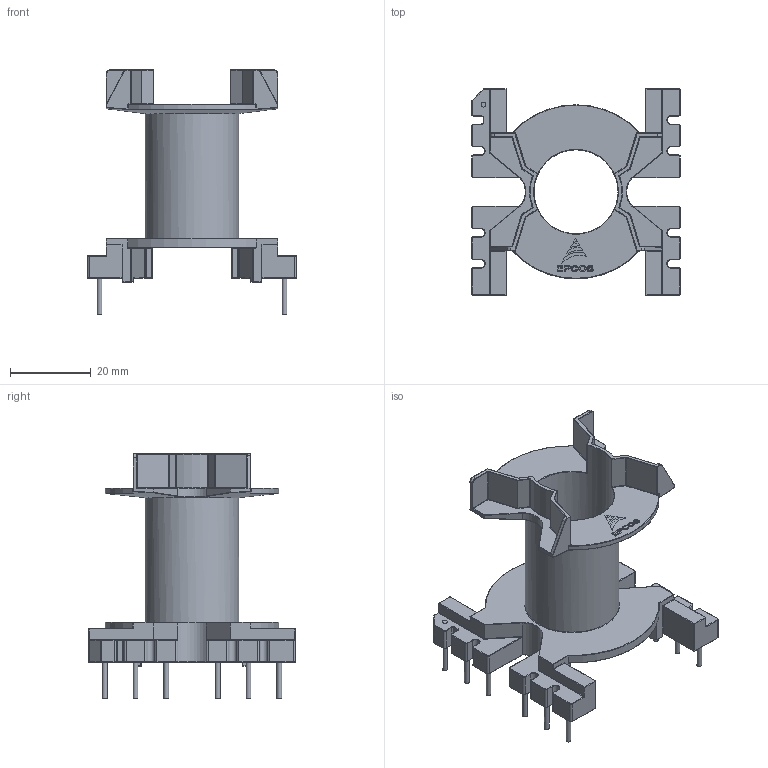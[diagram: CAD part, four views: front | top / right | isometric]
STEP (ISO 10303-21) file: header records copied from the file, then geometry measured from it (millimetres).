
FILE_DESCRIPTION(/* description */ (''),/* implementation_level */ '2;1');
FILE_NAME(/* name */ 'TDK B65982E0012D001.stp',/* time_stamp */ '2020-11-25T13:01:21-04:00',/* author */ ('rabri'),/* organization */ (''),/* preprocessor_version */ 'ST-DEVELOPER v18',/* originating_system */ 'Autodesk Inventor 2020',/* authorisation */ '');
FILE_SCHEMA (('AUTOMOTIVE_DESIGN { 1 0 10303 214 3 1 1 }'));
Length unit declared in the file: millimetre
Products named in the file (4): TDK B65982E0012D001; terminal; body; logo
Assembly tree (3 placements, depth 2):
  TDK B65982E0012D001
    terminal
    body
    logo
Bounding box: 51.6 x 51 x 60.4 mm (x, y, z)
Volume: 13594.2 mm3; surface area: 14581.3 mm2
Topology: 23 solids, 23 shells, 1011 faces, 2269 edges, 1303 vertices
Faces by surface type: cylinder 397, plane 207, torus 178, bspline 142, sphere 86, cone 1
Full cylindrical faces by diameter (mm): 1.2 x13, 20.8 x1, 23.2 x1
Entity records: 32538 total; most frequent: CARTESIAN_POINT 10114, DIRECTION 4886, ORIENTED_EDGE 4538, EDGE_CURVE 2269, AXIS2_PLACEMENT_3D 1992, VERTEX_POINT 1303, CIRCLE 1094, EDGE_LOOP 1016
